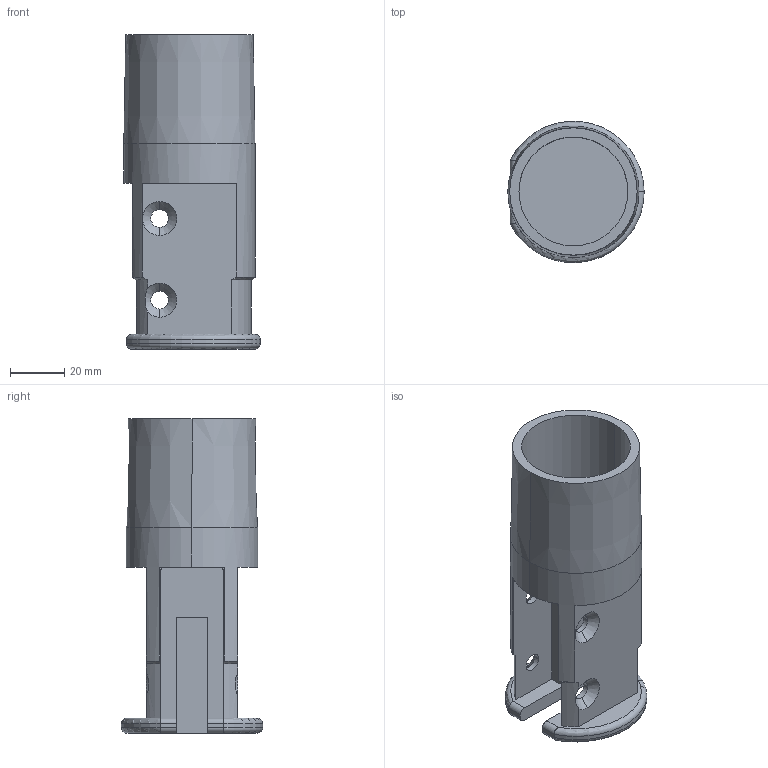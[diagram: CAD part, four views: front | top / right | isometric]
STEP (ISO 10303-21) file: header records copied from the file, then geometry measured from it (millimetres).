
FILE_DESCRIPTION (( 'STEP AP214' ), '1' );
FILE_NAME ('pied modif.STEP', '2021-06-21T13:41:15', ( '' ), ( '' ), 'SwSTEP 2.0', 'SolidWorks 2018', '' );
FILE_SCHEMA (( 'AUTOMOTIVE_DESIGN' ));
Length unit declared in the file: millimetre
Products named in the file (1): pied modif
Bounding box: 50.1 x 51.88 x 115.5 mm (x, y, z)
Volume: 92395 mm3; surface area: 31494.9 mm2
Topology: 1 solids, 1 shells, 63 faces, 179 edges, 117 vertices
Faces by surface type: plane 23, cylinder 18, cone 14, torus 4, bspline 4
Entity records: 2321 total; most frequent: CARTESIAN_POINT 608, ORIENTED_EDGE 358, DIRECTION 355, EDGE_CURVE 179, AXIS2_PLACEMENT_3D 134, VERTEX_POINT 117, VECTOR 87, LINE 87
